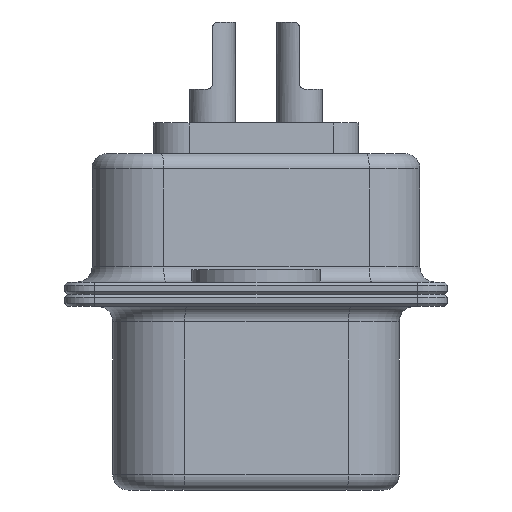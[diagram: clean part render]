
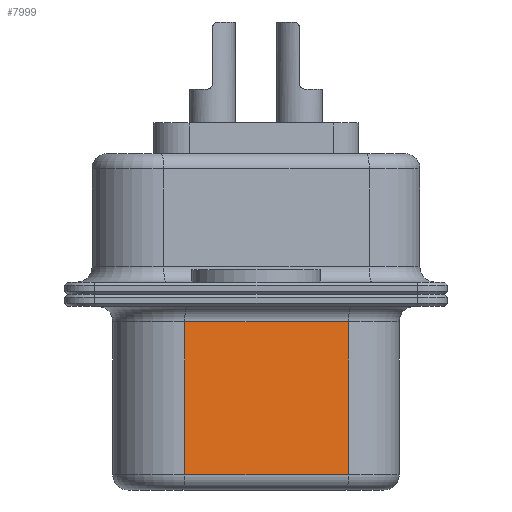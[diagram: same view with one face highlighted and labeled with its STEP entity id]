
A CAD part, left-side view. The second image highlights one B-rep face of the part: STEP entity #7999.
In plain terms, the highlighted planar face has unit normal (-0.985, -0.174, 0).
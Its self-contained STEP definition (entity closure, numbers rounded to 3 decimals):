
#164=PLANE('',#8616);
#415=LINE('',#13235,#949);
#416=LINE('',#13244,#950);
#417=LINE('',#13246,#951);
#418=LINE('',#13247,#952);
#949=VECTOR('',#9804,10.);
#950=VECTOR('',#9815,10.);
#951=VECTOR('',#9816,10.);
#952=VECTOR('',#9817,10.);
#1706=FACE_OUTER_BOUND('',#2187,.T.);
#2187=EDGE_LOOP('',(#5702,#5703,#5704,#5705));
#3482=VERTEX_POINT('',#13227);
#3484=VERTEX_POINT('',#13233);
#3487=VERTEX_POINT('',#13243);
#3488=VERTEX_POINT('',#13245);
#4313=EDGE_CURVE('',#3482,#3484,#415,.T.);
#4317=EDGE_CURVE('',#3484,#3487,#416,.T.);
#4318=EDGE_CURVE('',#3487,#3488,#417,.T.);
#4319=EDGE_CURVE('',#3488,#3482,#418,.T.);
#5702=ORIENTED_EDGE('',*,*,#4313,.T.);
#5703=ORIENTED_EDGE('',*,*,#4317,.T.);
#5704=ORIENTED_EDGE('',*,*,#4318,.T.);
#5705=ORIENTED_EDGE('',*,*,#4319,.T.);
#7999=ADVANCED_FACE('',(#1706),#164,.F.);
#8616=AXIS2_PLACEMENT_3D('',#13242,#9813,#9814);
#9804=DIRECTION('',(0.174,-0.985,0.));
#9813=DIRECTION('center_axis',(0.985,0.174,0.));
#9814=DIRECTION('ref_axis',(0.174,-0.985,0.));
#9815=DIRECTION('',(0.,0.,1.));
#9816=DIRECTION('',(-0.174,0.985,0.));
#9817=DIRECTION('',(0.,0.,-1.));
#13227=CARTESIAN_POINT('',(-31.078,2.333,-5.5));
#13233=CARTESIAN_POINT('',(-30.133,-3.027,-5.5));
#13235=CARTESIAN_POINT('',(-30.738,0.402,-5.5));
#13242=CARTESIAN_POINT('Origin',(-31.078,2.333,0.));
#13243=CARTESIAN_POINT('',(-30.133,-3.027,-0.5));
#13244=CARTESIAN_POINT('',(-30.133,-3.027,0.));
#13245=CARTESIAN_POINT('',(-31.078,2.333,-0.5));
#13246=CARTESIAN_POINT('',(-30.744,0.438,-0.5));
#13247=CARTESIAN_POINT('',(-31.078,2.333,0.));
